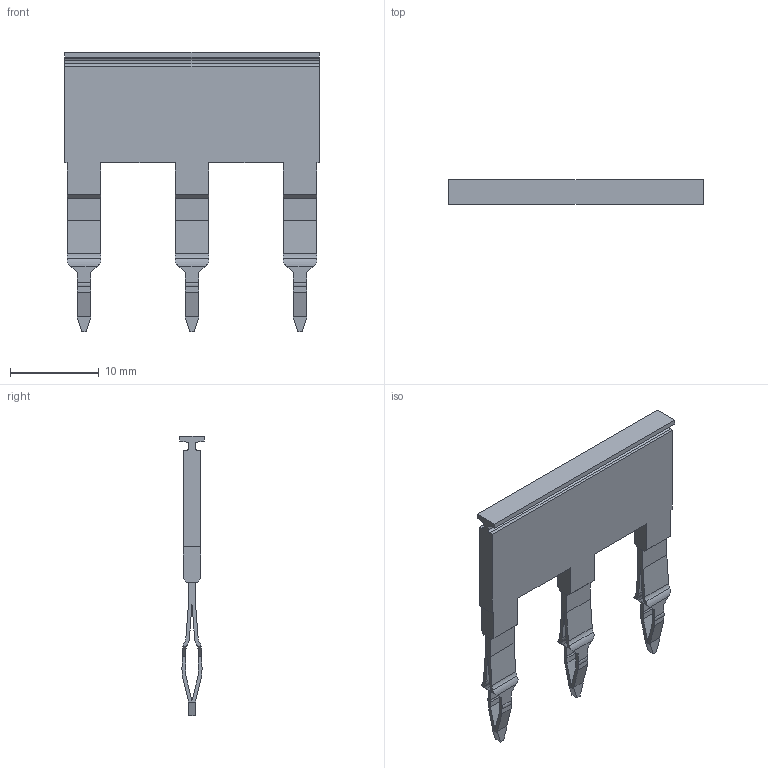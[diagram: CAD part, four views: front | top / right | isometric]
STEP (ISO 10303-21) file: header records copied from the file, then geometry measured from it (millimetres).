
FILE_DESCRIPTION(('CATIA V5R22 STEP214','CAx-IF Rec.Pracs.--- Model Styling and Organization---1.4--- 2014-01-23'),'2;1');
FILE_NAME ('D1453924_1', '2020-06-24T05:19:31+00:00', ('Weidmueller Interface'), ('Weidmueller'), 'CATIA Version 5-6 Release 2016 SP3 HF44', 'CATIA V5 STEP AP214', 'none');
FILE_SCHEMA(('AUTOMOTIVE_DESIGN { 1 0 10303 214 1 1 1 1 }'));
Length unit declared in the file: millimetre
Products named in the file (1): 1633210000
Bounding box: 28.8 x 2.8 x 31.6 mm (x, y, z)
Volume: 886.7 mm3; surface area: 1619.8 mm2
Topology: 4 solids, 4 shells, 171 faces, 507 edges, 338 vertices
Faces by surface type: plane 131, cylinder 40
Entity records: 5517 total; most frequent: CARTESIAN_POINT 1068, ORIENTED_EDGE 1014, DIRECTION 759, EDGE_CURVE 507, VECTOR 403, LINE 403, VERTEX_POINT 338, AXIS2_PLACEMENT_3D 219
